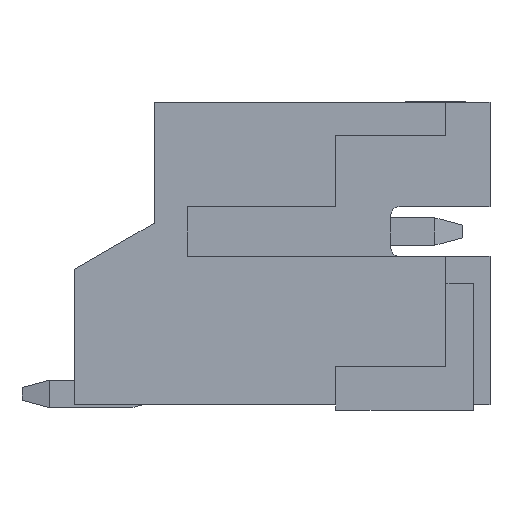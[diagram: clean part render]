
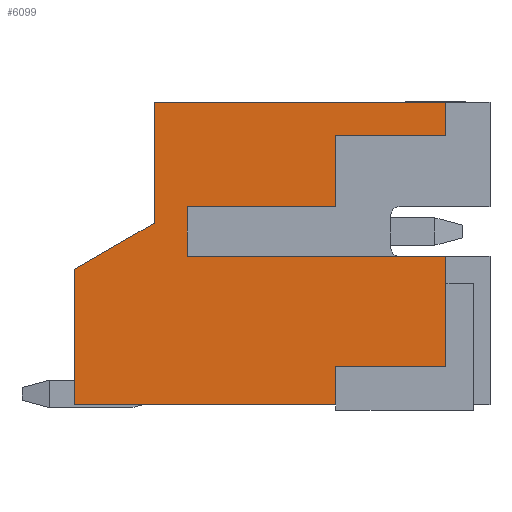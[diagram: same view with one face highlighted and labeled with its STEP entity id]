
A CAD part, left-side view. The second image highlights one B-rep face of the part: STEP entity #6099.
In plain terms, the highlighted planar face has unit normal (-1, 0, 0).
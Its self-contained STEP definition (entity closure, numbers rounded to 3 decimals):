
#1 = CARTESIAN_POINT ( 'NONE',  ( -3.95, -3.3, 0.85 ) ) ;
#8 = VERTEX_POINT ( 'NONE', #4904 ) ;
#92 = CARTESIAN_POINT ( 'NONE',  ( -3.95, -5.3, -2.75 ) ) ;
#135 = ORIENTED_EDGE ( 'NONE', *, *, #12771, .F. ) ;
#209 = CARTESIAN_POINT ( 'NONE',  ( -3.95, -5.3, -2.75 ) ) ;
#396 = EDGE_CURVE ( 'NONE', #10898, #7578, #9776, .T. ) ;
#1196 = LINE ( 'NONE', #3093, #6370 ) ;
#1318 = VECTOR ( 'NONE', #4840, 1000. ) ;
#1414 = ORIENTED_EDGE ( 'NONE', *, *, #16159, .F. ) ;
#1465 = EDGE_CURVE ( 'NONE', #10999, #5047, #14892, .T. ) ;
#1666 = VERTEX_POINT ( 'NONE', #10558 ) ;
#1739 = CARTESIAN_POINT ( 'NONE',  ( -3.95, -5.3, 2.15 ) ) ;
#1793 = VECTOR ( 'NONE', #11829, 1000. ) ;
#2005 = VECTOR ( 'NONE', #15289, 1000. ) ;
#2113 = VECTOR ( 'NONE', #15260, 1000. ) ;
#2193 = DIRECTION ( 'NONE',  ( 0., -1., 0. ) ) ;
#2493 = CARTESIAN_POINT ( 'NONE',  ( -3.95, -5.3, -0.05 ) ) ;
#2642 = LINE ( 'NONE', #10466, #6016 ) ;
#2696 = PLANE ( 'NONE',  #3109 ) ;
#2897 = DIRECTION ( 'NONE',  ( 0., 1., 0. ) ) ;
#2967 = CARTESIAN_POINT ( 'NONE',  ( -3.95, 1.45, -2.75 ) ) ;
#3042 = EDGE_CURVE ( 'NONE', #4972, #8922, #3594, .T. ) ;
#3075 = DIRECTION ( 'NONE',  ( 0., 0., -1. ) ) ;
#3093 = CARTESIAN_POINT ( 'NONE',  ( -3.95, -6.1, -2.75 ) ) ;
#3104 = CARTESIAN_POINT ( 'NONE',  ( -3.95, -0.6, 0.85 ) ) ;
#3109 = AXIS2_PLACEMENT_3D ( 'NONE', #10408, #4110, #6423 ) ;
#3246 = CARTESIAN_POINT ( 'NONE',  ( -3.95, -3.3, -2.75 ) ) ;
#3309 = VERTEX_POINT ( 'NONE', #3104 ) ;
#3401 = VERTEX_POINT ( 'NONE', #16171 ) ;
#3551 = CARTESIAN_POINT ( 'NONE',  ( -3.95, -6.1, 2.75 ) ) ;
#3572 = ORIENTED_EDGE ( 'NONE', *, *, #15380, .T. ) ;
#3594 = LINE ( 'NONE', #6170, #2005 ) ;
#3737 = ORIENTED_EDGE ( 'NONE', *, *, #3042, .T. ) ;
#3789 = CARTESIAN_POINT ( 'NONE',  ( -3.95, -3.3, 2.15 ) ) ;
#3917 = VERTEX_POINT ( 'NONE', #2493 ) ;
#4110 = DIRECTION ( 'NONE',  ( -1., 0., 0. ) ) ;
#4258 = LINE ( 'NONE', #6041, #8647 ) ;
#4404 = EDGE_CURVE ( 'NONE', #8, #15512, #9699, .T. ) ;
#4623 = ORIENTED_EDGE ( 'NONE', *, *, #12869, .T. ) ;
#4840 = DIRECTION ( 'NONE',  ( 0., 0., 1. ) ) ;
#4904 = CARTESIAN_POINT ( 'NONE',  ( -3.95, -3.3, 2.15 ) ) ;
#4972 = VERTEX_POINT ( 'NONE', #15633 ) ;
#5047 = VERTEX_POINT ( 'NONE', #11072 ) ;
#5317 = DIRECTION ( 'NONE',  ( 0., -1., 0. ) ) ;
#5486 = FACE_OUTER_BOUND ( 'NONE', #13778, .T. ) ;
#5804 = DIRECTION ( 'NONE',  ( 0., 0., 1. ) ) ;
#6016 = VECTOR ( 'NONE', #5317, 1000. ) ;
#6029 = CARTESIAN_POINT ( 'NONE',  ( -3.95, -3.3, 0.85 ) ) ;
#6041 = CARTESIAN_POINT ( 'NONE',  ( -3.95, -3.3, -0.05 ) ) ;
#6099 = ADVANCED_FACE ( 'NONE', ( #5486 ), #2696, .T. ) ;
#6170 = CARTESIAN_POINT ( 'NONE',  ( -3.95, -3.3, -2.05 ) ) ;
#6370 = VECTOR ( 'NONE', #9393, 1000. ) ;
#6423 = DIRECTION ( 'NONE',  ( 0., 0., 1. ) ) ;
#6578 = ORIENTED_EDGE ( 'NONE', *, *, #13358, .F. ) ;
#7174 = LINE ( 'NONE', #3551, #14801 ) ;
#7292 = VECTOR ( 'NONE', #3075, 1000. ) ;
#7348 = CARTESIAN_POINT ( 'NONE',  ( -3.95, 0., -2.75 ) ) ;
#7360 = EDGE_CURVE ( 'NONE', #15512, #3309, #11782, .T. ) ;
#7578 = VERTEX_POINT ( 'NONE', #15760 ) ;
#7579 = VECTOR ( 'NONE', #16309, 1000. ) ;
#7805 = EDGE_CURVE ( 'NONE', #3309, #3401, #10515, .T. ) ;
#7887 = CARTESIAN_POINT ( 'NONE',  ( -3.95, 1.45, -0.287 ) ) ;
#7931 = ORIENTED_EDGE ( 'NONE', *, *, #4404, .F. ) ;
#8169 = VECTOR ( 'NONE', #5804, 1000. ) ;
#8307 = ORIENTED_EDGE ( 'NONE', *, *, #7360, .F. ) ;
#8584 = CARTESIAN_POINT ( 'NONE',  ( -3.95, -5.3, -2.05 ) ) ;
#8647 = VECTOR ( 'NONE', #2193, 1000. ) ;
#8836 = ORIENTED_EDGE ( 'NONE', *, *, #11275, .T. ) ;
#8881 = LINE ( 'NONE', #92, #11292 ) ;
#8922 = VERTEX_POINT ( 'NONE', #8584 ) ;
#8952 = LINE ( 'NONE', #3246, #8169 ) ;
#9132 = DIRECTION ( 'NONE',  ( 0., 0., -1. ) ) ;
#9283 = VECTOR ( 'NONE', #11796, 1000. ) ;
#9393 = DIRECTION ( 'NONE',  ( 0., 1., 0. ) ) ;
#9682 = ORIENTED_EDGE ( 'NONE', *, *, #9919, .F. ) ;
#9694 = ORIENTED_EDGE ( 'NONE', *, *, #7805, .F. ) ;
#9699 = LINE ( 'NONE', #3789, #2113 ) ;
#9776 = LINE ( 'NONE', #2967, #1793 ) ;
#9810 = ORIENTED_EDGE ( 'NONE', *, *, #1465, .F. ) ;
#9897 = CARTESIAN_POINT ( 'NONE',  ( -3.95, -5.3, 2.75 ) ) ;
#9919 = EDGE_CURVE ( 'NONE', #3917, #8922, #13999, .T. ) ;
#10408 = CARTESIAN_POINT ( 'NONE',  ( -3.95, -6.1, -2.75 ) ) ;
#10466 = CARTESIAN_POINT ( 'NONE',  ( -3.95, -3.3, 2.15 ) ) ;
#10515 = LINE ( 'NONE', #13339, #7292 ) ;
#10558 = CARTESIAN_POINT ( 'NONE',  ( -3.95, -3.3, -2.75 ) ) ;
#10604 = VECTOR ( 'NONE', #9132, 1000. ) ;
#10898 = VERTEX_POINT ( 'NONE', #13660 ) ;
#10942 = ORIENTED_EDGE ( 'NONE', *, *, #396, .T. ) ;
#10999 = VERTEX_POINT ( 'NONE', #12246 ) ;
#11072 = CARTESIAN_POINT ( 'NONE',  ( -3.95, 0., 2.75 ) ) ;
#11275 = EDGE_CURVE ( 'NONE', #8, #14730, #2642, .T. ) ;
#11290 = DIRECTION ( 'NONE',  ( 0., 0., -1. ) ) ;
#11292 = VECTOR ( 'NONE', #11290, 1000. ) ;
#11782 = LINE ( 'NONE', #6029, #7579 ) ;
#11796 = DIRECTION ( 'NONE',  ( 0., 0.866, -0.5 ) ) ;
#11829 = DIRECTION ( 'NONE',  ( 0., 0., -1. ) ) ;
#11944 = EDGE_CURVE ( 'NONE', #1666, #4972, #8952, .T. ) ;
#12246 = CARTESIAN_POINT ( 'NONE',  ( -3.95, 0., 0.55 ) ) ;
#12481 = LINE ( 'NONE', #7887, #9283 ) ;
#12771 = EDGE_CURVE ( 'NONE', #15798, #14730, #8881, .T. ) ;
#12869 = EDGE_CURVE ( 'NONE', #10999, #10898, #12481, .T. ) ;
#13339 = CARTESIAN_POINT ( 'NONE',  ( -3.95, -0.6, 0.85 ) ) ;
#13358 = EDGE_CURVE ( 'NONE', #3401, #3917, #4258, .T. ) ;
#13368 = ORIENTED_EDGE ( 'NONE', *, *, #11944, .T. ) ;
#13660 = CARTESIAN_POINT ( 'NONE',  ( -3.95, 1.45, -0.287 ) ) ;
#13778 = EDGE_LOOP ( 'NONE', ( #1414, #13368, #3737, #9682, #6578, #9694, #8307, #7931, #8836, #135, #3572, #9810, #4623, #10942 ) ) ;
#13999 = LINE ( 'NONE', #209, #10604 ) ;
#14730 = VERTEX_POINT ( 'NONE', #1739 ) ;
#14801 = VECTOR ( 'NONE', #2897, 1000. ) ;
#14892 = LINE ( 'NONE', #7348, #1318 ) ;
#15260 = DIRECTION ( 'NONE',  ( 0., 0., -1. ) ) ;
#15289 = DIRECTION ( 'NONE',  ( 0., -1., 0. ) ) ;
#15380 = EDGE_CURVE ( 'NONE', #15798, #5047, #7174, .T. ) ;
#15512 = VERTEX_POINT ( 'NONE', #1 ) ;
#15633 = CARTESIAN_POINT ( 'NONE',  ( -3.95, -3.3, -2.05 ) ) ;
#15760 = CARTESIAN_POINT ( 'NONE',  ( -3.95, 1.45, -2.75 ) ) ;
#15798 = VERTEX_POINT ( 'NONE', #9897 ) ;
#16159 = EDGE_CURVE ( 'NONE', #1666, #7578, #1196, .T. ) ;
#16171 = CARTESIAN_POINT ( 'NONE',  ( -3.95, -0.6, -0.05 ) ) ;
#16309 = DIRECTION ( 'NONE',  ( 0., 1., 0. ) ) ;
